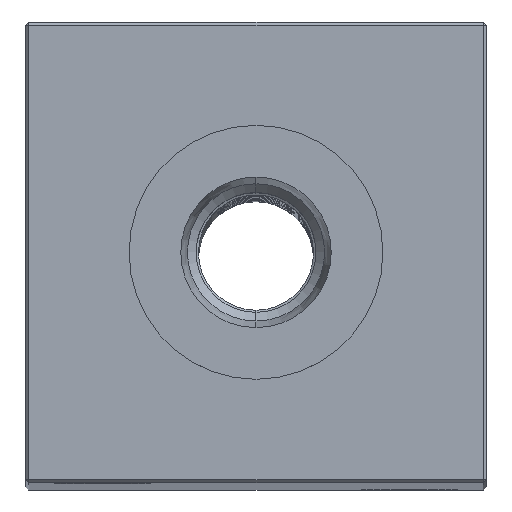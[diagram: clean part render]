
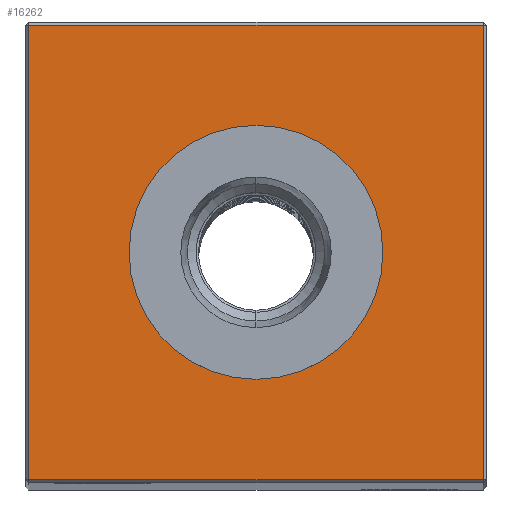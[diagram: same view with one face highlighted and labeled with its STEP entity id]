
A CAD part, top view. The second image highlights one B-rep face of the part: STEP entity #16262.
In plain terms, the highlighted planar face has unit normal (0, 0, 1).
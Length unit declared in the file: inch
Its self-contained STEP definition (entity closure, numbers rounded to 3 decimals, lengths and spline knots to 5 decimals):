
#265 = DIRECTION ( 'NONE',  ( 0., 0., -1. ) ) ;
#435 = AXIS2_PLACEMENT_3D ( 'NONE', #12963, #265, #9961 ) ;
#1418 = LINE ( 'NONE', #23504, #9930 ) ;
#1553 = CARTESIAN_POINT ( 'NONE',  ( 0.74, 0., 13.75 ) ) ;
#3384 = ORIENTED_EDGE ( 'NONE', *, *, #29501, .T. ) ;
#4264 = DIRECTION ( 'NONE',  ( 1., 0., 0. ) ) ;
#4552 = DIRECTION ( 'NONE',  ( -1., 0., 0. ) ) ;
#4688 = CARTESIAN_POINT ( 'NONE',  ( 0., 0.74, 13.75 ) ) ;
#5107 = VECTOR ( 'NONE', #5843, 39.37008 ) ;
#5685 = CIRCLE ( 'NONE', #12283, 0.41339 ) ;
#5759 = EDGE_CURVE ( 'NONE', #9911, #9389, #28105, .T. ) ;
#5843 = DIRECTION ( 'NONE',  ( 0., 1., 0. ) ) ;
#7088 = DIRECTION ( 'NONE',  ( 0., 0., -1. ) ) ;
#7998 = ORIENTED_EDGE ( 'NONE', *, *, #30624, .T. ) ;
#8390 = ORIENTED_EDGE ( 'NONE', *, *, #5759, .T. ) ;
#8535 = CIRCLE ( 'NONE', #435, 0.41339 ) ;
#9389 = VERTEX_POINT ( 'NONE', #24044 ) ;
#9613 = LINE ( 'NONE', #4688, #15147 ) ;
#9911 = VERTEX_POINT ( 'NONE', #17766 ) ;
#9930 = VECTOR ( 'NONE', #4264, 39.37008 ) ;
#9961 = DIRECTION ( 'NONE',  ( -1., 0., 0. ) ) ;
#10993 = VERTEX_POINT ( 'NONE', #30783 ) ;
#12020 = FACE_OUTER_BOUND ( 'NONE', #14329, .T. ) ;
#12283 = AXIS2_PLACEMENT_3D ( 'NONE', #30889, #28665, #14344 ) ;
#12619 = CARTESIAN_POINT ( 'NONE',  ( -0.74, -0.74, 13.75 ) ) ;
#12963 = CARTESIAN_POINT ( 'NONE',  ( 0., 0., 13.75 ) ) ;
#13490 = CARTESIAN_POINT ( 'NONE',  ( -0.74, 0.74, 13.75 ) ) ;
#13516 = ORIENTED_EDGE ( 'NONE', *, *, #24460, .T. ) ;
#14050 = LINE ( 'NONE', #23908, #15553 ) ;
#14246 = VERTEX_POINT ( 'NONE', #13490 ) ;
#14329 = EDGE_LOOP ( 'NONE', ( #27152, #13516, #8390, #3384 ) ) ;
#14344 = DIRECTION ( 'NONE',  ( -1., 0., 0. ) ) ;
#14525 = DIRECTION ( 'NONE',  ( 0., -1., 0. ) ) ;
#15147 = VECTOR ( 'NONE', #19309, 39.37008 ) ;
#15553 = VECTOR ( 'NONE', #14525, 39.37008 ) ;
#16262 = ADVANCED_FACE ( 'NONE', ( #12020, #16305 ), #21395, .F. ) ;
#16305 = FACE_BOUND ( 'NONE', #23058, .T. ) ;
#17560 = EDGE_CURVE ( 'NONE', #14246, #25821, #14050, .T. ) ;
#17766 = CARTESIAN_POINT ( 'NONE',  ( 0.74, -0.74, 13.75 ) ) ;
#19176 = CARTESIAN_POINT ( 'NONE',  ( 0., 0., 13.75 ) ) ;
#19309 = DIRECTION ( 'NONE',  ( -1., 0., 0. ) ) ;
#20552 = CARTESIAN_POINT ( 'NONE',  ( 0., -0.41339, 13.75 ) ) ;
#21134 = VERTEX_POINT ( 'NONE', #20552 ) ;
#21395 = PLANE ( 'NONE',  #24679 ) ;
#23058 = EDGE_LOOP ( 'NONE', ( #26107, #7998 ) ) ;
#23504 = CARTESIAN_POINT ( 'NONE',  ( 0., -0.74, 13.75 ) ) ;
#23908 = CARTESIAN_POINT ( 'NONE',  ( -0.74, 0., 13.75 ) ) ;
#24044 = CARTESIAN_POINT ( 'NONE',  ( 0.74, 0.74, 13.75 ) ) ;
#24460 = EDGE_CURVE ( 'NONE', #25821, #9911, #1418, .T. ) ;
#24679 = AXIS2_PLACEMENT_3D ( 'NONE', #19176, #7088, #4552 ) ;
#25821 = VERTEX_POINT ( 'NONE', #12619 ) ;
#26107 = ORIENTED_EDGE ( 'NONE', *, *, #29359, .T. ) ;
#27152 = ORIENTED_EDGE ( 'NONE', *, *, #17560, .T. ) ;
#28105 = LINE ( 'NONE', #1553, #5107 ) ;
#28665 = DIRECTION ( 'NONE',  ( 0., 0., -1. ) ) ;
#29359 = EDGE_CURVE ( 'NONE', #10993, #21134, #8535, .T. ) ;
#29501 = EDGE_CURVE ( 'NONE', #9389, #14246, #9613, .T. ) ;
#30624 = EDGE_CURVE ( 'NONE', #21134, #10993, #5685, .T. ) ;
#30783 = CARTESIAN_POINT ( 'NONE',  ( 0., 0.41339, 13.75 ) ) ;
#30889 = CARTESIAN_POINT ( 'NONE',  ( 0., 0., 13.75 ) ) ;
